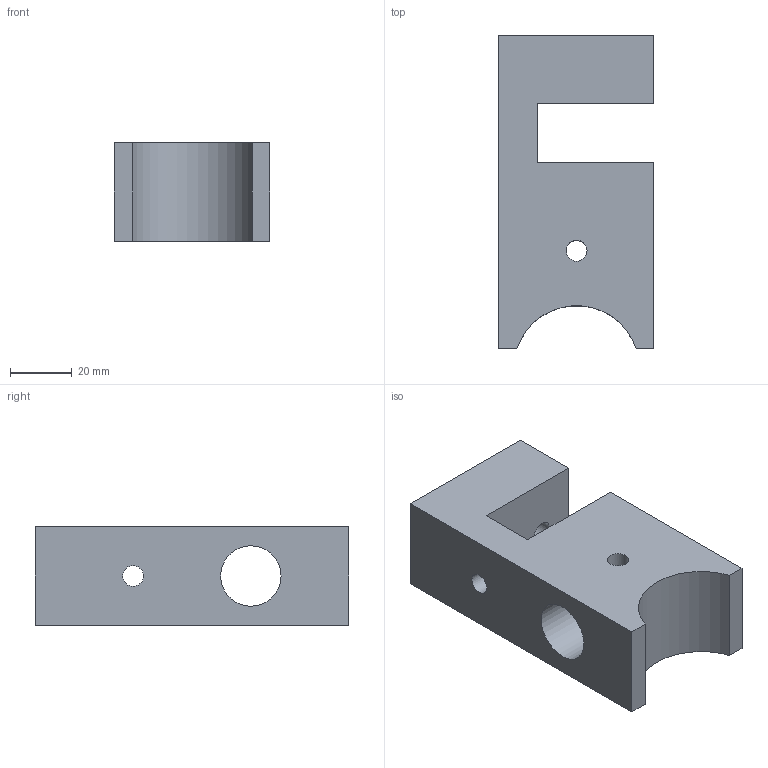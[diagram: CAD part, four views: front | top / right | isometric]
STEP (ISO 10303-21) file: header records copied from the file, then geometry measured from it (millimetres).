
FILE_DESCRIPTION(/* description */ (''),/* implementation_level */ '2;1');
FILE_NAME(/* name */ 'Over Support For Arm With Delrin.stp',/* time_stamp */ '2015-08-15T23:16:54-07:00',/* author */ ('steele'),/* organization */ (''),/* preprocessor_version */ 'ST-DEVELOPER v16.1',/* originating_system */ 'Autodesk Inventor 2016',/* authorisation */ '');
FILE_SCHEMA (('AUTOMOTIVE_DESIGN { 1 0 10303 214 3 1 1 }'));
Length unit declared in the file: inch
Products named in the file (1): Over Support For Arm With Delrin
Bounding box: 50.42 x 101.6 x 31.75 mm (x, y, z)
Volume: 110446.1 mm3; surface area: 23679.8 mm2
Topology: 1 solids, 1 shells, 17 faces, 52 edges, 36 vertices
Faces by surface type: plane 11, cylinder 6
Full cylindrical faces by diameter (mm): 6.756 x4, 19.558 x1
Entity records: 612 total; most frequent: CARTESIAN_POINT 154, DIRECTION 84, ORIENTED_EDGE 80, EDGE_CURVE 40, EDGE_LOOP 32, VERTEX_POINT 30, LINE 28, VECTOR 28
